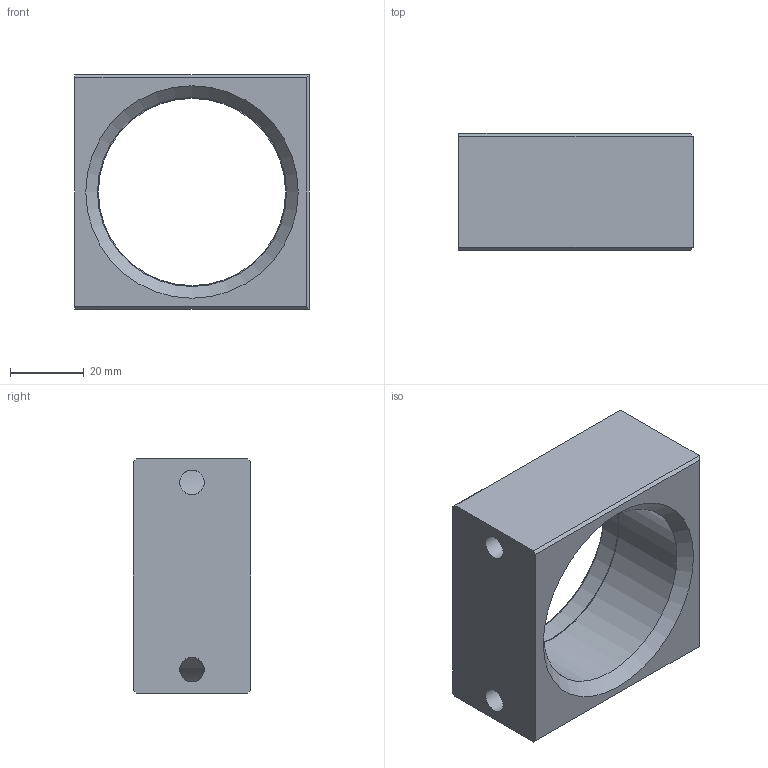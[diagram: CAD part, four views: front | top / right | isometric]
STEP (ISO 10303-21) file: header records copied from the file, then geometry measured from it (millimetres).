
FILE_DESCRIPTION(/* description */ (''),/* implementation_level */ '2;1');
FILE_NAME(/* name */ 'WL-002.stp',/* time_stamp */ '2025-02-27T18:36:14-05:00',/* author */ ('slick'),/* organization */ (''),/* preprocessor_version */ 'ST-DEVELOPER v19.2',/* originating_system */ 'Autodesk Inventor 2023',/* authorisation */ '');
FILE_SCHEMA (('AUTOMOTIVE_DESIGN { 1 0 10303 214 3 1 1 }'));
Length unit declared in the file: inch
Products named in the file (1): WL-002
Bounding box: 63.5 x 31.75 x 63.5 mm (x, y, z)
Volume: 59799.8 mm3; surface area: 17849.9 mm2
Topology: 1 solids, 1 shells, 25 faces, 52 edges, 34 vertices
Faces by surface type: plane 13, cylinder 10, cone 2
Full cylindrical faces by diameter (mm): 6.7 x4, 50.8 x1, 51.308 x1
Entity records: 845 total; most frequent: CARTESIAN_POINT 264, DIRECTION 106, ORIENTED_EDGE 104, EDGE_CURVE 52, AXIS2_PLACEMENT_3D 36, LINE 34, VECTOR 34, VERTEX_POINT 34
